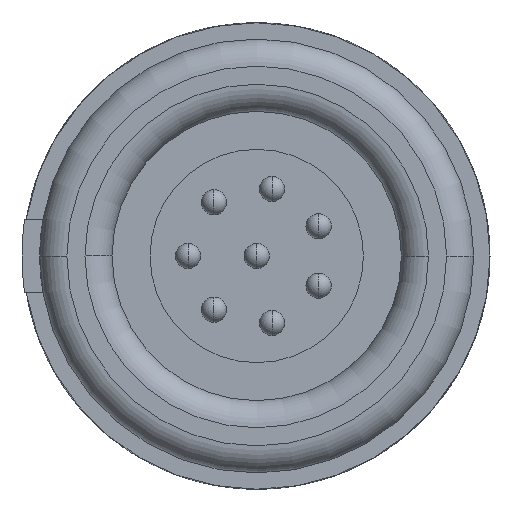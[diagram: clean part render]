
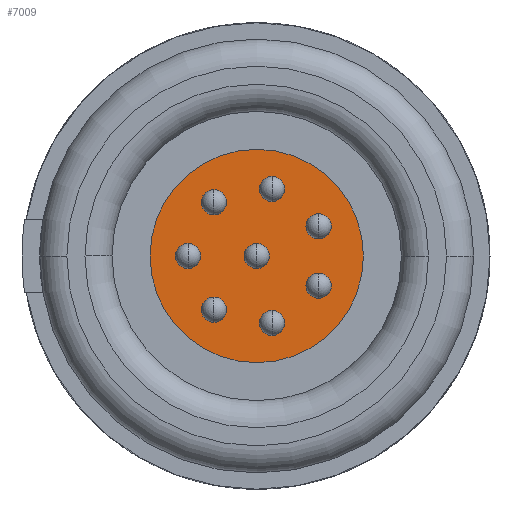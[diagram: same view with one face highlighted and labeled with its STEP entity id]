
A CAD part, left-side view. The second image highlights one B-rep face of the part: STEP entity #7009.
In plain terms, the highlighted planar face has unit normal (-1, 0, 0).
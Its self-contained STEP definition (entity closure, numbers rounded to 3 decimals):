
#1317=CARTESIAN_POINT('',(-3.,0.,0.));
#1318=DIRECTION('',(-1.,0.,0.));
#1319=DIRECTION('',(0.,1.,0.));
#1320=AXIS2_PLACEMENT_3D('',#1317,#1318,#1319);
#1335=CARTESIAN_POINT('',(-3.,0.,0.));
#1336=DIRECTION('',(-1.,0.,0.));
#1337=DIRECTION('',(0.,-1.,0.));
#1338=AXIS2_PLACEMENT_3D('',#1335,#1336,#1337);
#2620=CARTESIAN_POINT('',(-3.,1.9,0.));
#2621=DIRECTION('',(-1.,0.,0.));
#2622=DIRECTION('',(0.,0.,1.));
#2623=AXIS2_PLACEMENT_3D('',#2620,#2621,#2622);
#2625=CARTESIAN_POINT('',(-3.,1.9,0.));
#2626=DIRECTION('',(-1.,0.,0.));
#2627=DIRECTION('',(0.,0.,-1.));
#2628=AXIS2_PLACEMENT_3D('',#2625,#2626,#2627);
#2630=CARTESIAN_POINT('',(-3.,1.185,1.485));
#2631=DIRECTION('',(-1.,0.,0.));
#2632=DIRECTION('',(0.,0.,1.));
#2633=AXIS2_PLACEMENT_3D('',#2630,#2631,#2632);
#2635=CARTESIAN_POINT('',(-3.,1.185,1.485));
#2636=DIRECTION('',(-1.,0.,0.));
#2637=DIRECTION('',(0.,0.,-1.));
#2638=AXIS2_PLACEMENT_3D('',#2635,#2636,#2637);
#2640=CARTESIAN_POINT('',(-3.,-0.423,1.852));
#2641=DIRECTION('',(-1.,0.,0.));
#2642=DIRECTION('',(0.,0.,1.));
#2643=AXIS2_PLACEMENT_3D('',#2640,#2641,#2642);
#2645=CARTESIAN_POINT('',(-3.,-0.423,1.852));
#2646=DIRECTION('',(-1.,0.,0.));
#2647=DIRECTION('',(0.,0.,-1.));
#2648=AXIS2_PLACEMENT_3D('',#2645,#2646,#2647);
#2650=CARTESIAN_POINT('',(-3.,-1.712,0.824));
#2651=DIRECTION('',(-1.,0.,0.));
#2652=DIRECTION('',(0.,0.,1.));
#2653=AXIS2_PLACEMENT_3D('',#2650,#2651,#2652);
#2655=CARTESIAN_POINT('',(-3.,-1.712,0.824));
#2656=DIRECTION('',(-1.,0.,0.));
#2657=DIRECTION('',(0.,0.,-1.));
#2658=AXIS2_PLACEMENT_3D('',#2655,#2656,#2657);
#2660=CARTESIAN_POINT('',(-3.,-1.712,-0.824));
#2661=DIRECTION('',(-1.,0.,0.));
#2662=DIRECTION('',(0.,0.,1.));
#2663=AXIS2_PLACEMENT_3D('',#2660,#2661,#2662);
#2665=CARTESIAN_POINT('',(-3.,-1.712,-0.824));
#2666=DIRECTION('',(-1.,0.,0.));
#2667=DIRECTION('',(0.,0.,-1.));
#2668=AXIS2_PLACEMENT_3D('',#2665,#2666,#2667);
#2670=CARTESIAN_POINT('',(-3.,-0.423,-1.852));
#2671=DIRECTION('',(-1.,0.,0.));
#2672=DIRECTION('',(0.,0.,1.));
#2673=AXIS2_PLACEMENT_3D('',#2670,#2671,#2672);
#2675=CARTESIAN_POINT('',(-3.,-0.423,-1.852));
#2676=DIRECTION('',(-1.,0.,0.));
#2677=DIRECTION('',(0.,0.,-1.));
#2678=AXIS2_PLACEMENT_3D('',#2675,#2676,#2677);
#2680=CARTESIAN_POINT('',(-3.,1.185,-1.485));
#2681=DIRECTION('',(-1.,0.,0.));
#2682=DIRECTION('',(0.,0.,1.));
#2683=AXIS2_PLACEMENT_3D('',#2680,#2681,#2682);
#2685=CARTESIAN_POINT('',(-3.,1.185,-1.485));
#2686=DIRECTION('',(-1.,0.,0.));
#2687=DIRECTION('',(0.,0.,-1.));
#2688=AXIS2_PLACEMENT_3D('',#2685,#2686,#2687);
#2690=CARTESIAN_POINT('',(-3.,0.,0.));
#2691=DIRECTION('',(-1.,0.,0.));
#2692=DIRECTION('',(0.,0.,1.));
#2693=AXIS2_PLACEMENT_3D('',#2690,#2691,#2692);
#2695=CARTESIAN_POINT('',(-3.,0.,0.));
#2696=DIRECTION('',(-1.,0.,0.));
#2697=DIRECTION('',(0.,0.,-1.));
#2698=AXIS2_PLACEMENT_3D('',#2695,#2696,#2697);
#3834=CARTESIAN_POINT('',(-3.,1.9,0.35));
#3835=CARTESIAN_POINT('',(-3.,1.9,-0.35));
#3836=VERTEX_POINT('',#3834);
#3837=VERTEX_POINT('',#3835);
#3838=CARTESIAN_POINT('',(-3.,1.185,1.835));
#3839=CARTESIAN_POINT('',(-3.,1.185,1.135));
#3840=VERTEX_POINT('',#3838);
#3841=VERTEX_POINT('',#3839);
#3842=CARTESIAN_POINT('',(-3.,-0.423,2.202));
#3843=CARTESIAN_POINT('',(-3.,-0.423,1.502));
#3844=VERTEX_POINT('',#3842);
#3845=VERTEX_POINT('',#3843);
#3846=CARTESIAN_POINT('',(-3.,-1.712,1.174));
#3847=CARTESIAN_POINT('',(-3.,-1.712,0.474));
#3848=VERTEX_POINT('',#3846);
#3849=VERTEX_POINT('',#3847);
#3850=CARTESIAN_POINT('',(-3.,-1.712,-0.474));
#3851=CARTESIAN_POINT('',(-3.,-1.712,-1.174));
#3852=VERTEX_POINT('',#3850);
#3853=VERTEX_POINT('',#3851);
#3854=CARTESIAN_POINT('',(-3.,-0.423,-1.502));
#3855=CARTESIAN_POINT('',(-3.,-0.423,-2.202));
#3856=VERTEX_POINT('',#3854);
#3857=VERTEX_POINT('',#3855);
#3858=CARTESIAN_POINT('',(-3.,1.185,-1.135));
#3859=CARTESIAN_POINT('',(-3.,1.185,-1.835));
#3860=VERTEX_POINT('',#3858);
#3861=VERTEX_POINT('',#3859);
#3862=CARTESIAN_POINT('',(-3.,0.,0.35));
#3863=CARTESIAN_POINT('',(-3.,0.,-0.35));
#3864=VERTEX_POINT('',#3862);
#3865=VERTEX_POINT('',#3863);
#4058=CARTESIAN_POINT('',(-3.,-2.95,0.));
#4059=CARTESIAN_POINT('',(-3.,2.95,0.));
#4060=VERTEX_POINT('',#4058);
#4061=VERTEX_POINT('',#4059);
#6952=CARTESIAN_POINT('',(-3.,0.,0.));
#6953=DIRECTION('',(1.,0.,0.));
#6954=DIRECTION('',(0.,0.,-1.));
#6955=AXIS2_PLACEMENT_3D('',#6952,#6953,#6954);
#6956=PLANE('',#6955);
#6957=ORIENTED_EDGE('',*,*,#5051,.F.);
#6958=ORIENTED_EDGE('',*,*,#5022,.F.);
#6959=EDGE_LOOP('',(#6957,#6958));
#6960=FACE_OUTER_BOUND('',#6959,.F.);
#6962=ORIENTED_EDGE('',*,*,#6961,.T.);
#6964=ORIENTED_EDGE('',*,*,#6963,.T.);
#6965=EDGE_LOOP('',(#6962,#6964));
#6966=FACE_BOUND('',#6965,.F.);
#6968=ORIENTED_EDGE('',*,*,#6967,.T.);
#6970=ORIENTED_EDGE('',*,*,#6969,.T.);
#6971=EDGE_LOOP('',(#6968,#6970));
#6972=FACE_BOUND('',#6971,.F.);
#6974=ORIENTED_EDGE('',*,*,#6973,.T.);
#6976=ORIENTED_EDGE('',*,*,#6975,.T.);
#6977=EDGE_LOOP('',(#6974,#6976));
#6978=FACE_BOUND('',#6977,.F.);
#6980=ORIENTED_EDGE('',*,*,#6979,.T.);
#6982=ORIENTED_EDGE('',*,*,#6981,.T.);
#6983=EDGE_LOOP('',(#6980,#6982));
#6984=FACE_BOUND('',#6983,.F.);
#6986=ORIENTED_EDGE('',*,*,#6985,.T.);
#6988=ORIENTED_EDGE('',*,*,#6987,.T.);
#6989=EDGE_LOOP('',(#6986,#6988));
#6990=FACE_BOUND('',#6989,.F.);
#6992=ORIENTED_EDGE('',*,*,#6991,.T.);
#6994=ORIENTED_EDGE('',*,*,#6993,.T.);
#6995=EDGE_LOOP('',(#6992,#6994));
#6996=FACE_BOUND('',#6995,.F.);
#6998=ORIENTED_EDGE('',*,*,#6997,.T.);
#7000=ORIENTED_EDGE('',*,*,#6999,.T.);
#7001=EDGE_LOOP('',(#6998,#7000));
#7002=FACE_BOUND('',#7001,.F.);
#7004=ORIENTED_EDGE('',*,*,#7003,.T.);
#7006=ORIENTED_EDGE('',*,*,#7005,.T.);
#7007=EDGE_LOOP('',(#7004,#7006));
#7008=FACE_BOUND('',#7007,.F.);
#7009=ADVANCED_FACE('',(#6960,#6966,#6972,#6978,#6984,#6990,#6996,#7002,#7008),
#6956,.F.);
#1321=CIRCLE('',#1320,2.95);
#1339=CIRCLE('',#1338,2.95);
#2624=CIRCLE('',#2623,0.35);
#2629=CIRCLE('',#2628,0.35);
#2634=CIRCLE('',#2633,0.35);
#2639=CIRCLE('',#2638,0.35);
#2644=CIRCLE('',#2643,0.35);
#2649=CIRCLE('',#2648,0.35);
#2654=CIRCLE('',#2653,0.35);
#2659=CIRCLE('',#2658,0.35);
#2664=CIRCLE('',#2663,0.35);
#2669=CIRCLE('',#2668,0.35);
#2674=CIRCLE('',#2673,0.35);
#2679=CIRCLE('',#2678,0.35);
#2684=CIRCLE('',#2683,0.35);
#2689=CIRCLE('',#2688,0.35);
#2694=CIRCLE('',#2693,0.35);
#2699=CIRCLE('',#2698,0.35);
#5022=EDGE_CURVE('',#4061,#4060,#1321,.T.);
#5051=EDGE_CURVE('',#4060,#4061,#1339,.T.);
#6961=EDGE_CURVE('',#3836,#3837,#2624,.T.);
#6963=EDGE_CURVE('',#3837,#3836,#2629,.T.);
#6967=EDGE_CURVE('',#3840,#3841,#2634,.T.);
#6969=EDGE_CURVE('',#3841,#3840,#2639,.T.);
#6973=EDGE_CURVE('',#3844,#3845,#2644,.T.);
#6975=EDGE_CURVE('',#3845,#3844,#2649,.T.);
#6979=EDGE_CURVE('',#3848,#3849,#2654,.T.);
#6981=EDGE_CURVE('',#3849,#3848,#2659,.T.);
#6985=EDGE_CURVE('',#3852,#3853,#2664,.T.);
#6987=EDGE_CURVE('',#3853,#3852,#2669,.T.);
#6991=EDGE_CURVE('',#3856,#3857,#2674,.T.);
#6993=EDGE_CURVE('',#3857,#3856,#2679,.T.);
#6997=EDGE_CURVE('',#3860,#3861,#2684,.T.);
#6999=EDGE_CURVE('',#3861,#3860,#2689,.T.);
#7003=EDGE_CURVE('',#3864,#3865,#2694,.T.);
#7005=EDGE_CURVE('',#3865,#3864,#2699,.T.);
